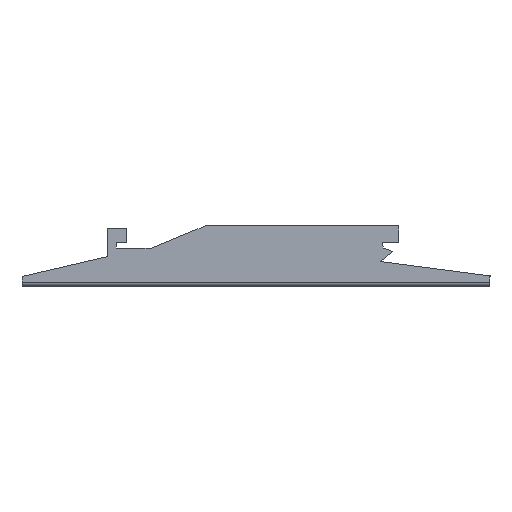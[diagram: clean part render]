
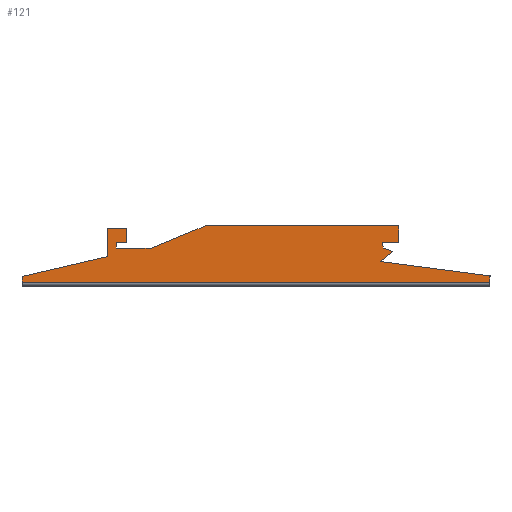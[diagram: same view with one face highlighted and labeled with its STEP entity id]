
A CAD part, left-side view. The second image highlights one B-rep face of the part: STEP entity #121.
In plain terms, the highlighted planar face has unit normal (-1, 0, 0).
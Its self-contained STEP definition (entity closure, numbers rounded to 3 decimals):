
#121=ADVANCED_FACE('NONE',(#295),#296,.T.);
#295=FACE_OUTER_BOUND('',#547,.T.);
#296=PLANE('',#548);
#547=EDGE_LOOP('',(#861,#862,#863,#864,#865,#866,#867,#868,#869,#870,#871,#872,#873,#874,#875,#876,#877,#878));
#548=AXIS2_PLACEMENT_3D('',#879,#880,#881);
#861=ORIENTED_EDGE('',*,*,#1533,.F.);
#862=ORIENTED_EDGE('',*,*,#1534,.F.);
#863=ORIENTED_EDGE('',*,*,#1535,.F.);
#864=ORIENTED_EDGE('',*,*,#1536,.F.);
#865=ORIENTED_EDGE('',*,*,#1537,.F.);
#866=ORIENTED_EDGE('',*,*,#1538,.F.);
#867=ORIENTED_EDGE('',*,*,#1539,.F.);
#868=ORIENTED_EDGE('',*,*,#1519,.F.);
#869=ORIENTED_EDGE('',*,*,#1540,.F.);
#870=ORIENTED_EDGE('',*,*,#1541,.T.);
#871=ORIENTED_EDGE('',*,*,#1542,.T.);
#872=ORIENTED_EDGE('',*,*,#1485,.F.);
#873=ORIENTED_EDGE('',*,*,#1543,.F.);
#874=ORIENTED_EDGE('',*,*,#1544,.F.);
#875=ORIENTED_EDGE('',*,*,#1545,.F.);
#876=ORIENTED_EDGE('',*,*,#1546,.F.);
#877=ORIENTED_EDGE('',*,*,#1547,.F.);
#878=ORIENTED_EDGE('',*,*,#1523,.F.);
#879=CARTESIAN_POINT('',(-1.02,21.0,2.694));
#880=DIRECTION('',(-1.0,0.0,0.0));
#881=DIRECTION('',(0.0,0.0,1.0));
#1485=EDGE_CURVE('NONE',#1783,#1785,#1786,.T.);
#1519=EDGE_CURVE('NONE',#1843,#1846,#1847,.T.);
#1523=EDGE_CURVE('NONE',#1852,#1853,#1854,.T.);
#1533=EDGE_CURVE('NONE',#1870,#1852,#1871,.T.);
#1534=EDGE_CURVE('NONE',#1872,#1870,#1873,.T.);
#1535=EDGE_CURVE('NONE',#1874,#1872,#1875,.T.);
#1536=EDGE_CURVE('NONE',#1876,#1874,#1877,.T.);
#1537=EDGE_CURVE('NONE',#1878,#1876,#1879,.T.);
#1538=EDGE_CURVE('NONE',#1880,#1878,#1881,.T.);
#1539=EDGE_CURVE('NONE',#1846,#1880,#1882,.T.);
#1540=EDGE_CURVE('NONE',#1883,#1843,#1884,.T.);
#1541=EDGE_CURVE('NONE',#1883,#1885,#1886,.T.);
#1542=EDGE_CURVE('NONE',#1885,#1785,#1887,.T.);
#1543=EDGE_CURVE('NONE',#1888,#1783,#1889,.T.);
#1544=EDGE_CURVE('NONE',#1890,#1888,#1891,.T.);
#1545=EDGE_CURVE('NONE',#1892,#1890,#1893,.T.);
#1546=EDGE_CURVE('NONE',#1894,#1892,#1895,.T.);
#1547=EDGE_CURVE('NONE',#1853,#1894,#1896,.T.);
#1783=VERTEX_POINT('NONE',#2218);
#1785=VERTEX_POINT('NONE',#2221);
#1786=LINE('',#2222,#2223);
#1843=VERTEX_POINT('NONE',#2294);
#1846=VERTEX_POINT('NONE',#2298);
#1847=LINE('',#2299,#2300);
#1852=VERTEX_POINT('NONE',#2307);
#1853=VERTEX_POINT('NONE',#2308);
#1854=LINE('',#2309,#2310);
#1870=VERTEX_POINT('NONE',#2333);
#1871=LINE('',#2334,#2335);
#1872=VERTEX_POINT('NONE',#2336);
#1873=LINE('',#2337,#2338);
#1874=VERTEX_POINT('NONE',#2339);
#1875=LINE('',#2340,#2341);
#1876=VERTEX_POINT('NONE',#2342);
#1877=LINE('',#2343,#2344);
#1878=VERTEX_POINT('NONE',#2345);
#1879=LINE('',#2346,#2347);
#1880=VERTEX_POINT('NONE',#2348);
#1881=LINE('',#2349,#2350);
#1882=LINE('',#2351,#2352);
#1883=VERTEX_POINT('NONE',#2353);
#1884=LINE('',#2354,#2355);
#1885=VERTEX_POINT('NONE',#2356);
#1886=LINE('',#2357,#2358);
#1887=LINE('',#2359,#2360);
#1888=VERTEX_POINT('NONE',#2361);
#1889=LINE('',#2362,#2363);
#1890=VERTEX_POINT('NONE',#2364);
#1891=LINE('',#2365,#2366);
#1892=VERTEX_POINT('NONE',#2367);
#1893=LINE('',#2368,#2369);
#1894=VERTEX_POINT('NONE',#2370);
#1895=LINE('',#2371,#2372);
#1896=LINE('',#2373,#2374);
#2218=CARTESIAN_POINT('',(-1.02,0.,0.454));
#2221=CARTESIAN_POINT('',(-1.02,0.0,0.169));
#2222=CARTESIAN_POINT('',(-1.02,0.0,2.694));
#2223=VECTOR('',#2765,39.37);
#2294=CARTESIAN_POINT('',(-1.02,17.183,1.32));
#2298=CARTESIAN_POINT('',(-1.02,17.183,2.598));
#2299=CARTESIAN_POINT('',(-1.02,17.183,1.32));
#2300=VECTOR('',#2814,39.37);
#2307=CARTESIAN_POINT('',(-1.02,4.103,2.694));
#2308=CARTESIAN_POINT('',(-1.02,4.103,1.959));
#2309=CARTESIAN_POINT('',(-1.02,4.103,2.94));
#2310=VECTOR('',#2817,39.37);
#2333=CARTESIAN_POINT('',(-1.02,12.783,2.694));
#2334=CARTESIAN_POINT('',(-1.02,21.0,2.694));
#2335=VECTOR('',#2825,39.37);
#2336=CARTESIAN_POINT('',(-1.02,15.206,1.697));
#2337=CARTESIAN_POINT('',(-1.02,15.206,1.697));
#2338=VECTOR('',#2826,39.37);
#2339=CARTESIAN_POINT('',(-1.02,16.769,1.697));
#2340=CARTESIAN_POINT('',(-1.02,16.769,1.697));
#2341=VECTOR('',#2827,39.37);
#2342=CARTESIAN_POINT('',(-1.02,16.769,1.959));
#2343=CARTESIAN_POINT('',(-1.02,16.769,1.959));
#2344=VECTOR('',#2828,39.37);
#2345=CARTESIAN_POINT('',(-1.02,16.311,1.959));
#2346=CARTESIAN_POINT('',(-1.02,16.311,1.959));
#2347=VECTOR('',#2829,39.37);
#2348=CARTESIAN_POINT('',(-1.02,16.311,2.598));
#2349=CARTESIAN_POINT('',(-1.02,16.311,2.598));
#2350=VECTOR('',#2830,39.37);
#2351=CARTESIAN_POINT('',(-1.02,17.183,2.598));
#2352=VECTOR('',#2831,39.37);
#2353=CARTESIAN_POINT('',(-1.02,21.0,0.427));
#2354=CARTESIAN_POINT('',(-1.02,21.0,0.427));
#2355=VECTOR('',#2832,39.37);
#2356=CARTESIAN_POINT('',(-1.02,21.0,0.169));
#2357=CARTESIAN_POINT('',(-1.02,21.0,2.694));
#2358=VECTOR('',#2833,39.37);
#2359=CARTESIAN_POINT('',(-1.02,21.0,0.169));
#2360=VECTOR('',#2834,39.37);
#2361=CARTESIAN_POINT('',(-1.02,4.918,1.095));
#2362=CARTESIAN_POINT('',(-1.02,4.918,1.095));
#2363=VECTOR('',#2835,39.37);
#2364=CARTESIAN_POINT('',(-1.02,4.367,1.547));
#2365=CARTESIAN_POINT('',(-1.02,4.367,1.547));
#2366=VECTOR('',#2836,39.37);
#2367=CARTESIAN_POINT('',(-1.02,4.786,1.697));
#2368=CARTESIAN_POINT('',(-1.02,4.786,1.697));
#2369=VECTOR('',#2837,39.37);
#2370=CARTESIAN_POINT('',(-1.02,4.83,1.959));
#2371=CARTESIAN_POINT('',(-1.02,4.83,1.959));
#2372=VECTOR('',#2838,39.37);
#2373=CARTESIAN_POINT('',(-1.02,4.103,1.959));
#2374=VECTOR('',#2839,39.37);
#2765=DIRECTION('',(0.0,0.0,-1.0));
#2814=DIRECTION('',(0.0,0.0,1.0));
#2817=DIRECTION('',(0.0,0.0,-1.0));
#2825=DIRECTION('',(-0.0,-1.0,-0.0));
#2826=DIRECTION('',(0.0,-0.925,0.381));
#2827=DIRECTION('',(0.0,-1.0,0.0));
#2828=DIRECTION('',(0.0,0.0,-1.0));
#2829=DIRECTION('',(0.0,1.0,0.0));
#2830=DIRECTION('',(0.0,0.0,-1.0));
#2831=DIRECTION('',(0.0,-1.0,0.0));
#2832=DIRECTION('',(0.0,-0.974,0.228));
#2833=DIRECTION('',(0.0,0.0,-1.0));
#2834=DIRECTION('',(-0.0,-1.0,-0.0));
#2835=DIRECTION('',(0.0,-0.992,-0.129));
#2836=DIRECTION('',(0.0,0.773,-0.634));
#2837=DIRECTION('',(0.0,-0.941,-0.337));
#2838=DIRECTION('',(0.0,-0.166,-0.986));
#2839=DIRECTION('',(0.0,1.0,0.0));
